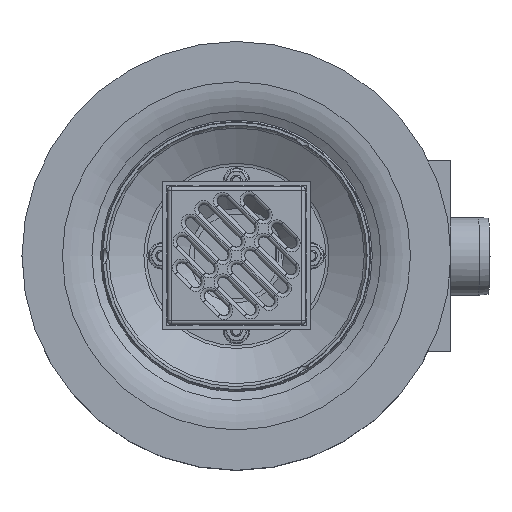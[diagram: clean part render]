
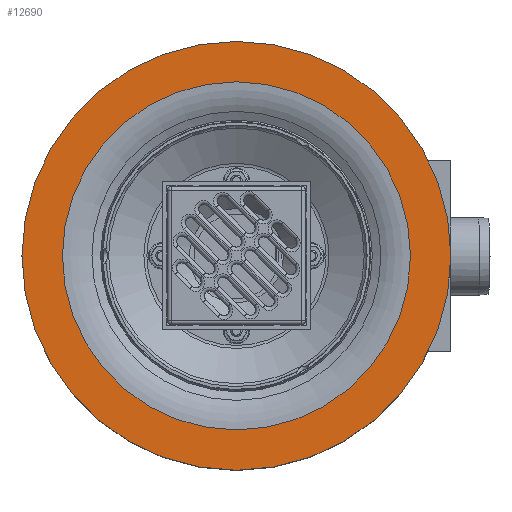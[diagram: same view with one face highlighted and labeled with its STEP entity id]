
A CAD part, top view. The second image highlights one B-rep face of the part: STEP entity #12690.
In plain terms, the highlighted planar face has unit normal (0, 0, 1).
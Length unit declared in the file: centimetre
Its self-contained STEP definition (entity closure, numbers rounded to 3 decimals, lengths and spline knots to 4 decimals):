
#720=FACE_BOUND('',#2157,.T.);
#856=PLANE('',#13802);
#1267=FACE_OUTER_BOUND('',#2156,.T.);
#2156=EDGE_LOOP('',(#9184));
#2157=EDGE_LOOP('',(#9185));
#4651=CIRCLE('',#13773,146.);
#4668=CIRCLE('',#13800,118.5);
#5584=VERTEX_POINT('',#20801);
#5598=VERTEX_POINT('',#20846);
#6885=EDGE_CURVE('',#5584,#5584,#4651,.T.);
#6905=EDGE_CURVE('',#5598,#5598,#4668,.T.);
#9184=ORIENTED_EDGE('',*,*,#6885,.F.);
#9185=ORIENTED_EDGE('',*,*,#6905,.T.);
#12690=ADVANCED_FACE('',(#1267,#720),#856,.T.);
#13773=AXIS2_PLACEMENT_3D('',#20803,#16030,#16031);
#13800=AXIS2_PLACEMENT_3D('',#20847,#16087,#16088);
#13802=AXIS2_PLACEMENT_3D('',#20849,#16091,#16092);
#16030=DIRECTION('center_axis',(0.,0.,-1.));
#16031=DIRECTION('ref_axis',(1.,0.,0.));
#16087=DIRECTION('center_axis',(0.,0.,-1.));
#16088=DIRECTION('ref_axis',(1.,0.,0.));
#16091=DIRECTION('center_axis',(0.,0.,1.));
#16092=DIRECTION('ref_axis',(0.,-1.,0.));
#20801=CARTESIAN_POINT('',(1584.3113,311.4061,54.));
#20803=CARTESIAN_POINT('Origin',(1438.3113,311.4061,54.));
#20846=CARTESIAN_POINT('',(1438.3113,192.9061,54.));
#20847=CARTESIAN_POINT('Origin',(1438.3113,311.4061,54.));
#20849=CARTESIAN_POINT('Origin',(1292.3113,311.4061,54.));
